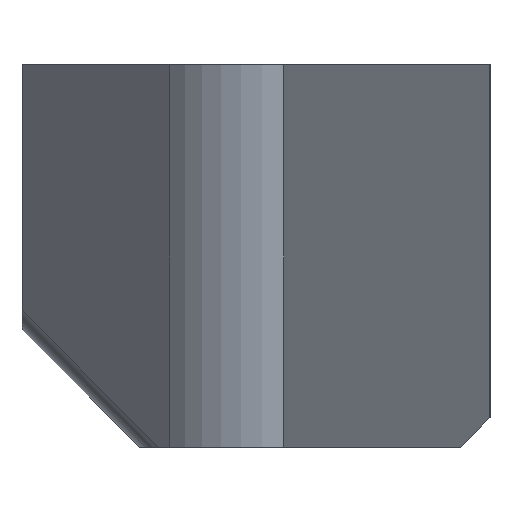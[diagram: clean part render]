
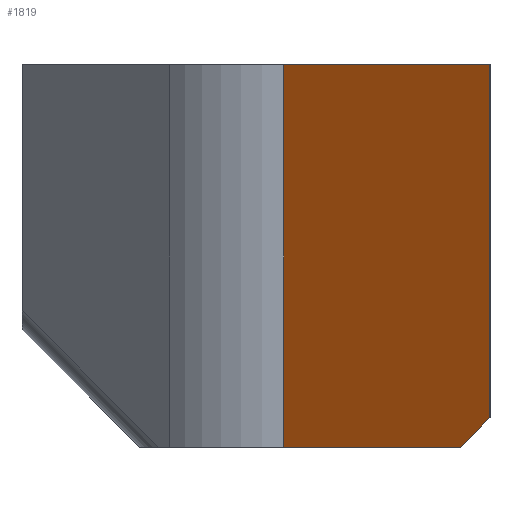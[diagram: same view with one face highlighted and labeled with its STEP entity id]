
A CAD part, left-side view. The second image highlights one B-rep face of the part: STEP entity #1819.
In plain terms, the highlighted planar face has unit normal (-0.852, 0, -0.524).
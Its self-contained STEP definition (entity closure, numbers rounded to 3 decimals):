
#219 = PLANE('',#220);
#220 = AXIS2_PLACEMENT_3D('',#221,#222,#223);
#221 = CARTESIAN_POINT('',(-25.,0.,0.));
#222 = DIRECTION('',(0.,1.,0.));
#223 = DIRECTION('',(0.,0.,1.));
#472 = PLANE('',#473);
#473 = AXIS2_PLACEMENT_3D('',#474,#475,#476);
#474 = CARTESIAN_POINT('',(-25.,0.,13.));
#475 = DIRECTION('',(0.,0.,1.));
#476 = DIRECTION('',(1.,0.,0.));
#896 = PLANE('',#897);
#897 = AXIS2_PLACEMENT_3D('',#898,#899,#900);
#898 = CARTESIAN_POINT('',(-25.,0.,0.));
#899 = DIRECTION('',(0.,0.,1.));
#900 = DIRECTION('',(1.,0.,0.));
#1126 = EDGE_CURVE('',#1127,#1129,#1131,.T.);
#1127 = VERTEX_POINT('',#1128);
#1128 = CARTESIAN_POINT('',(-25.,0.,13.));
#1129 = VERTEX_POINT('',#1130);
#1130 = CARTESIAN_POINT('',(-17.615,0.,1.));
#1131 = SURFACE_CURVE('',#1132,(#1136,#1142),.PCURVE_S1.);
#1132 = LINE('',#1133,#1134);
#1133 = CARTESIAN_POINT('',(-22.099,0.,8.285));
#1134 = VECTOR('',#1135,1.);
#1135 = DIRECTION('',(0.524,0.,-0.852));
#1136 = PCURVE('',#219,#1137);
#1137 = DEFINITIONAL_REPRESENTATION('',(#1138),#1141);
#1138 = B_SPLINE_CURVE_WITH_KNOTS('',1,(#1139,#1140),.UNSPECIFIED.,.F.,
  .F.,(2,2),(-7.062,11.255),.PIECEWISE_BEZIER_KNOTS.);
#1139 = CARTESIAN_POINT('',(14.3,-0.8));
#1140 = CARTESIAN_POINT('',(-1.3,8.8));
#1141 = ( GEOMETRIC_REPRESENTATION_CONTEXT(2) 
PARAMETRIC_REPRESENTATION_CONTEXT() REPRESENTATION_CONTEXT('2D SPACE',''
  ) );
#1142 = PCURVE('',#1143,#1148);
#1143 = PLANE('',#1144);
#1144 = AXIS2_PLACEMENT_3D('',#1145,#1146,#1147);
#1145 = CARTESIAN_POINT('',(-25.,7.,13.));
#1146 = DIRECTION('',(-0.852,0.,
    -0.524));
#1147 = DIRECTION('',(-0.524,0.,0.852)
  );
#1148 = DEFINITIONAL_REPRESENTATION('',(#1149),#1152);
#1149 = B_SPLINE_CURVE_WITH_KNOTS('',1,(#1150,#1151),.UNSPECIFIED.,.F.,
  .F.,(2,2),(-7.062,11.255),.PIECEWISE_BEZIER_KNOTS.);
#1150 = CARTESIAN_POINT('',(1.526,-7.));
#1151 = CARTESIAN_POINT('',(-16.791,-7.));
#1152 = ( GEOMETRIC_REPRESENTATION_CONTEXT(2) 
PARAMETRIC_REPRESENTATION_CONTEXT() REPRESENTATION_CONTEXT('2D SPACE',''
  ) );
#1212 = PLANE('',#1213);
#1213 = AXIS2_PLACEMENT_3D('',#1214,#1215,#1216);
#1214 = CARTESIAN_POINT('',(-17.,0.5,0.5));
#1215 = DIRECTION('',(0.,-0.707,-0.707));
#1216 = DIRECTION('',(1.,0.,0.));
#1391 = VERTEX_POINT('',#1392);
#1392 = CARTESIAN_POINT('',(-25.,7.,13.));
#1406 = PLANE('',#1407);
#1407 = AXIS2_PLACEMENT_3D('',#1408,#1409,#1410);
#1408 = CARTESIAN_POINT('',(-17.,7.,13.));
#1409 = DIRECTION('',(-0.,-1.,-0.));
#1410 = DIRECTION('',(1.,0.,0.));
#1418 = EDGE_CURVE('',#1391,#1127,#1419,.T.);
#1419 = SURFACE_CURVE('',#1420,(#1424,#1431),.PCURVE_S1.);
#1420 = LINE('',#1421,#1422);
#1421 = CARTESIAN_POINT('',(-25.,7.,13.));
#1422 = VECTOR('',#1423,1.);
#1423 = DIRECTION('',(0.,-1.,0.));
#1424 = PCURVE('',#472,#1425);
#1425 = DEFINITIONAL_REPRESENTATION('',(#1426),#1430);
#1426 = LINE('',#1427,#1428);
#1427 = CARTESIAN_POINT('',(0.,7.));
#1428 = VECTOR('',#1429,1.);
#1429 = DIRECTION('',(0.,-1.));
#1430 = ( GEOMETRIC_REPRESENTATION_CONTEXT(2) 
PARAMETRIC_REPRESENTATION_CONTEXT() REPRESENTATION_CONTEXT('2D SPACE',''
  ) );
#1431 = PCURVE('',#1143,#1432);
#1432 = DEFINITIONAL_REPRESENTATION('',(#1433),#1437);
#1433 = LINE('',#1434,#1435);
#1434 = CARTESIAN_POINT('',(-0.,0.));
#1435 = VECTOR('',#1436,1.);
#1436 = DIRECTION('',(-0.,-1.));
#1437 = ( GEOMETRIC_REPRESENTATION_CONTEXT(2) 
PARAMETRIC_REPRESENTATION_CONTEXT() REPRESENTATION_CONTEXT('2D SPACE',''
  ) );
#1722 = VERTEX_POINT('',#1723);
#1723 = CARTESIAN_POINT('',(-17.,7.,0.));
#1745 = EDGE_CURVE('',#1722,#1746,#1748,.T.);
#1746 = VERTEX_POINT('',#1747);
#1747 = CARTESIAN_POINT('',(-17.,1.,0.));
#1748 = SURFACE_CURVE('',#1749,(#1753,#1760),.PCURVE_S1.);
#1749 = LINE('',#1750,#1751);
#1750 = CARTESIAN_POINT('',(-17.,7.,0.));
#1751 = VECTOR('',#1752,1.);
#1752 = DIRECTION('',(0.,-1.,0.));
#1753 = PCURVE('',#896,#1754);
#1754 = DEFINITIONAL_REPRESENTATION('',(#1755),#1759);
#1755 = LINE('',#1756,#1757);
#1756 = CARTESIAN_POINT('',(8.,7.));
#1757 = VECTOR('',#1758,1.);
#1758 = DIRECTION('',(0.,-1.));
#1759 = ( GEOMETRIC_REPRESENTATION_CONTEXT(2) 
PARAMETRIC_REPRESENTATION_CONTEXT() REPRESENTATION_CONTEXT('2D SPACE',''
  ) );
#1760 = PCURVE('',#1143,#1761);
#1761 = DEFINITIONAL_REPRESENTATION('',(#1762),#1766);
#1762 = LINE('',#1763,#1764);
#1763 = CARTESIAN_POINT('',(-15.264,0.));
#1764 = VECTOR('',#1765,1.);
#1765 = DIRECTION('',(-0.,-1.));
#1766 = ( GEOMETRIC_REPRESENTATION_CONTEXT(2) 
PARAMETRIC_REPRESENTATION_CONTEXT() REPRESENTATION_CONTEXT('2D SPACE',''
  ) );
#1819 = ADVANCED_FACE('',(#1820),#1143,.T.);
#1820 = FACE_BOUND('',#1821,.F.);
#1821 = EDGE_LOOP('',(#1822,#1823,#1844,#1845,#1846));
#1822 = ORIENTED_EDGE('',*,*,#1745,.F.);
#1823 = ORIENTED_EDGE('',*,*,#1824,.F.);
#1824 = EDGE_CURVE('',#1391,#1722,#1825,.T.);
#1825 = SURFACE_CURVE('',#1826,(#1830,#1837),.PCURVE_S1.);
#1826 = LINE('',#1827,#1828);
#1827 = CARTESIAN_POINT('',(-25.,7.,13.));
#1828 = VECTOR('',#1829,1.);
#1829 = DIRECTION('',(0.524,0.,-0.852
    ));
#1830 = PCURVE('',#1143,#1831);
#1831 = DEFINITIONAL_REPRESENTATION('',(#1832),#1836);
#1832 = LINE('',#1833,#1834);
#1833 = CARTESIAN_POINT('',(-0.,0.));
#1834 = VECTOR('',#1835,1.);
#1835 = DIRECTION('',(-1.,0.));
#1836 = ( GEOMETRIC_REPRESENTATION_CONTEXT(2) 
PARAMETRIC_REPRESENTATION_CONTEXT() REPRESENTATION_CONTEXT('2D SPACE',''
  ) );
#1837 = PCURVE('',#1406,#1838);
#1838 = DEFINITIONAL_REPRESENTATION('',(#1839),#1843);
#1839 = LINE('',#1840,#1841);
#1840 = CARTESIAN_POINT('',(-8.,0.));
#1841 = VECTOR('',#1842,1.);
#1842 = DIRECTION('',(0.524,-0.852));
#1843 = ( GEOMETRIC_REPRESENTATION_CONTEXT(2) 
PARAMETRIC_REPRESENTATION_CONTEXT() REPRESENTATION_CONTEXT('2D SPACE',''
  ) );
#1844 = ORIENTED_EDGE('',*,*,#1418,.T.);
#1845 = ORIENTED_EDGE('',*,*,#1126,.T.);
#1846 = ORIENTED_EDGE('',*,*,#1847,.F.);
#1847 = EDGE_CURVE('',#1746,#1129,#1848,.T.);
#1848 = SURFACE_CURVE('',#1849,(#1853,#1860),.PCURVE_S1.);
#1849 = LINE('',#1850,#1851);
#1850 = CARTESIAN_POINT('',(-18.672,-1.716,
    2.716));
#1851 = VECTOR('',#1852,1.);
#1852 = DIRECTION('',(-0.399,-0.648,0.648));
#1853 = PCURVE('',#1143,#1854);
#1854 = DEFINITIONAL_REPRESENTATION('',(#1855),#1859);
#1855 = LINE('',#1856,#1857);
#1856 = CARTESIAN_POINT('',(-12.075,-8.716));
#1857 = VECTOR('',#1858,1.);
#1858 = DIRECTION('',(0.761,-0.648));
#1859 = ( GEOMETRIC_REPRESENTATION_CONTEXT(2) 
PARAMETRIC_REPRESENTATION_CONTEXT() REPRESENTATION_CONTEXT('2D SPACE',''
  ) );
#1860 = PCURVE('',#1212,#1861);
#1861 = DEFINITIONAL_REPRESENTATION('',(#1862),#1866);
#1862 = LINE('',#1863,#1864);
#1863 = CARTESIAN_POINT('',(-1.672,3.134));
#1864 = VECTOR('',#1865,1.);
#1865 = DIRECTION('',(-0.399,0.917));
#1866 = ( GEOMETRIC_REPRESENTATION_CONTEXT(2) 
PARAMETRIC_REPRESENTATION_CONTEXT() REPRESENTATION_CONTEXT('2D SPACE',''
  ) );
